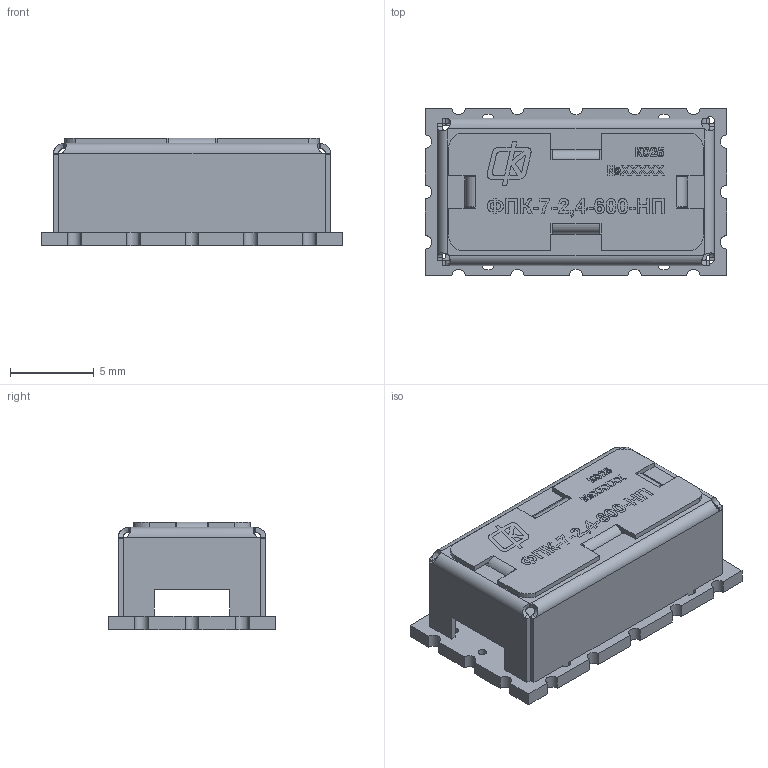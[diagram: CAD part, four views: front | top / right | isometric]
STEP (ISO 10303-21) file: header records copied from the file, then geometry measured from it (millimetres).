
FILE_DESCRIPTION(('STEP AP203'), '1');
FILE_NAME('ÍØÁÀ.468874.037-01_Ôèëüòð ÔÏÊ-7-2,4-600-ÍÏ', '', ('UNSPECIFIED'), ('UNSPECIFIED'), 'ASCON STEP Converter 1.6', 'ASCON Math Kernel', '');
FILE_SCHEMA(('CONFIG_CONTROL_DESIGN'));
Length unit declared in the file: millimetre
Products named in the file (1): НШБА.468874.037-01_Фильтр ФПК-7-2,4-600-НП
Bounding box: 18 x 10 x 6.4 mm (x, y, z)
Volume: 258.3 mm3; surface area: 1325.1 mm2
Topology: 3 solids, 3 shells, 639 faces, 1712 edges, 1120 vertices
Faces by surface type: plane 418, bspline 126, cylinder 95
Full cylindrical faces by diameter (mm): 0.5 x32, 0.8 x4
Entity records: 36349 total; most frequent: CARTESIAN_POINT 16137, ORIENTED_EDGE 3352, DIRECTION 2521, EDGE_CURVE 1676, LINE 1145, VECTOR 1145, VERTEX_POINT 1120, EDGE_LOOP 790
